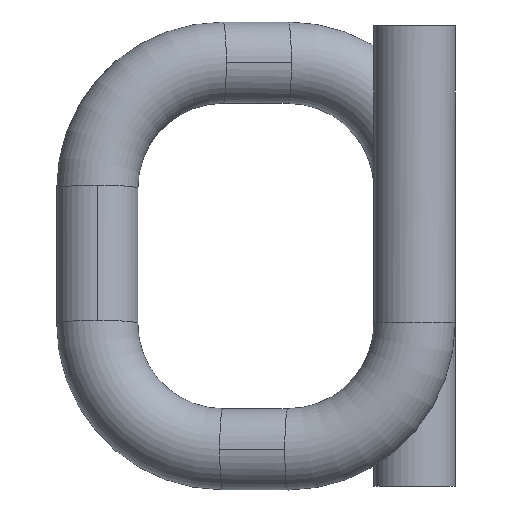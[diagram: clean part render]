
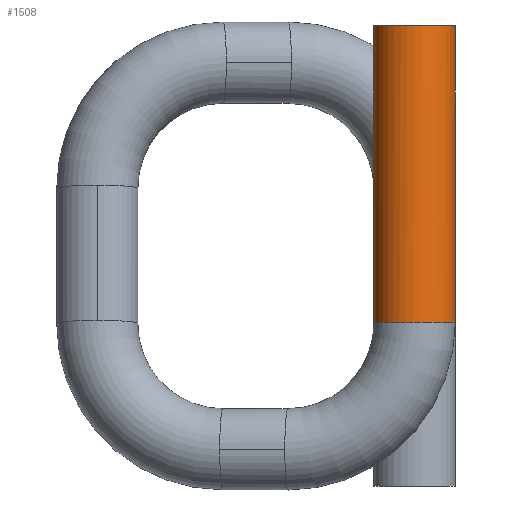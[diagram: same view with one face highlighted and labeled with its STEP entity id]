
A CAD part, left-side view. The second image highlights one B-rep face of the part: STEP entity #1508.
In plain terms, the highlighted cylindrical face has radius 0.202 mm (diameter 0.404 mm), a partial arc.
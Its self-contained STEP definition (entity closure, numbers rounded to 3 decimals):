
#128 = VERTEX_POINT ( 'NONE', #1257 ) ;
#312 = VECTOR ( 'NONE', #379, 1000. ) ;
#354 = VERTEX_POINT ( 'NONE', #872 ) ;
#379 = DIRECTION ( 'NONE',  ( 0., 0., 1. ) ) ;
#392 = CIRCLE ( 'NONE', #1103, 0.202 ) ;
#443 = DIRECTION ( 'NONE',  ( 0., -1., 0. ) ) ;
#447 = EDGE_CURVE ( 'NONE', #2364, #2155, #392, .T. ) ;
#526 = VECTOR ( 'NONE', #2430, 1000. ) ;
#535 = CARTESIAN_POINT ( 'NONE',  ( 0., 0., -1.29 ) ) ;
#605 = EDGE_CURVE ( 'NONE', #128, #2155, #1933, .T. ) ;
#640 = EDGE_LOOP ( 'NONE', ( #2235, #782, #2231, #702, #2989 ) ) ;
#694 = CARTESIAN_POINT ( 'NONE',  ( 0., 0., -1.29 ) ) ;
#702 = ORIENTED_EDGE ( 'NONE', *, *, #2990, .T. ) ;
#730 = DIRECTION ( 'NONE',  ( 0., 0., -1. ) ) ;
#782 = ORIENTED_EDGE ( 'NONE', *, *, #1166, .T. ) ;
#789 = LINE ( 'NONE', #836, #312 ) ;
#836 = CARTESIAN_POINT ( 'NONE',  ( 0., -0.202, -1.29 ) ) ;
#872 = CARTESIAN_POINT ( 'NONE',  ( -0.016, -0.202, -1.29 ) ) ;
#917 = AXIS2_PLACEMENT_3D ( 'NONE', #1811, #2515, #443 ) ;
#1068 = CARTESIAN_POINT ( 'NONE',  ( 0., 0.202, 0.183 ) ) ;
#1103 = AXIS2_PLACEMENT_3D ( 'NONE', #1923, #730, #1420 ) ;
#1122 = EDGE_CURVE ( 'NONE', #354, #1930, #1406, .T. ) ;
#1158 = CYLINDRICAL_SURFACE ( 'NONE', #917, 0.202 ) ;
#1166 = EDGE_CURVE ( 'NONE', #128, #354, #2714, .T. ) ;
#1250 = CARTESIAN_POINT ( 'NONE',  ( 0., -0.202, -1.29 ) ) ;
#1257 = CARTESIAN_POINT ( 'NONE',  ( 0., 0.202, -1.29 ) ) ;
#1406 = CIRCLE ( 'NONE', #1676, 0.202 ) ;
#1420 = DIRECTION ( 'NONE',  ( 0., -1., 0. ) ) ;
#1431 = CARTESIAN_POINT ( 'NONE',  ( 0., 0.202, -1.29 ) ) ;
#1508 = ADVANCED_FACE ( 'NONE', ( #2457 ), #1158, .T. ) ;
#1676 = AXIS2_PLACEMENT_3D ( 'NONE', #535, #2507, #2017 ) ;
#1810 = CARTESIAN_POINT ( 'NONE',  ( 0., -0.202, 0.183 ) ) ;
#1811 = CARTESIAN_POINT ( 'NONE',  ( 0., 0., -1.29 ) ) ;
#1923 = CARTESIAN_POINT ( 'NONE',  ( 0., 0., 0.183 ) ) ;
#1930 = VERTEX_POINT ( 'NONE', #1250 ) ;
#1933 = LINE ( 'NONE', #1431, #526 ) ;
#2017 = DIRECTION ( 'NONE',  ( 0., -1., 0. ) ) ;
#2155 = VERTEX_POINT ( 'NONE', #1068 ) ;
#2231 = ORIENTED_EDGE ( 'NONE', *, *, #1122, .T. ) ;
#2235 = ORIENTED_EDGE ( 'NONE', *, *, #605, .F. ) ;
#2364 = VERTEX_POINT ( 'NONE', #1810 ) ;
#2430 = DIRECTION ( 'NONE',  ( 0., 0., 1. ) ) ;
#2457 = FACE_OUTER_BOUND ( 'NONE', #640, .T. ) ;
#2507 = DIRECTION ( 'NONE',  ( 0., 0., 1. ) ) ;
#2515 = DIRECTION ( 'NONE',  ( 0., 0., 1. ) ) ;
#2714 = CIRCLE ( 'NONE', #2835, 0.202 ) ;
#2727 = DIRECTION ( 'NONE',  ( 0., -1., 0. ) ) ;
#2835 = AXIS2_PLACEMENT_3D ( 'NONE', #694, #2975, #2727 ) ;
#2975 = DIRECTION ( 'NONE',  ( 0., 0., 1. ) ) ;
#2989 = ORIENTED_EDGE ( 'NONE', *, *, #447, .T. ) ;
#2990 = EDGE_CURVE ( 'NONE', #1930, #2364, #789, .T. ) ;
